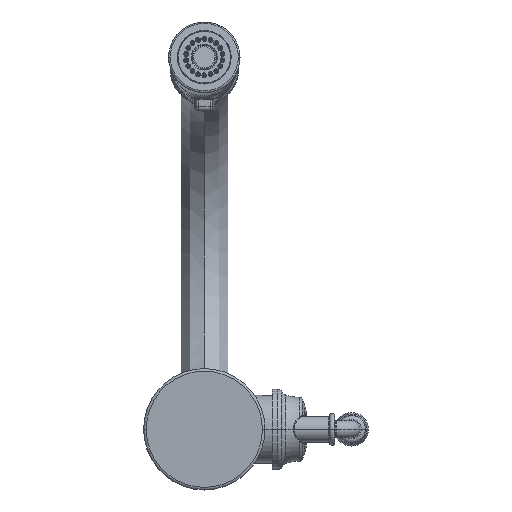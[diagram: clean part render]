
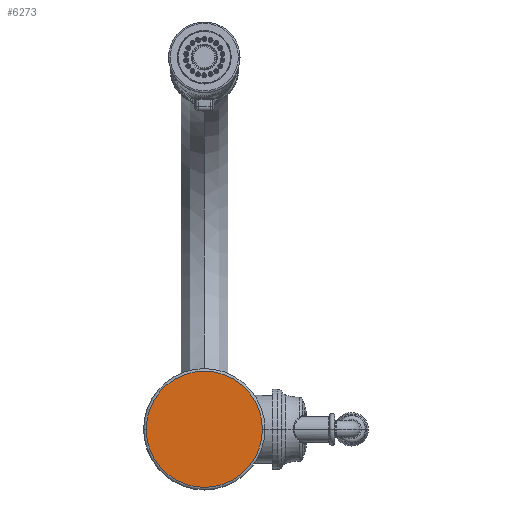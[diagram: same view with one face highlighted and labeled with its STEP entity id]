
A CAD part, front view. The second image highlights one B-rep face of the part: STEP entity #6273.
In plain terms, the highlighted planar face has unit normal (0, -1, 0).
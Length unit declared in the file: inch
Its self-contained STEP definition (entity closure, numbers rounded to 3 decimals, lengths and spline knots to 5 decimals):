
#82=CARTESIAN_POINT('',(0.,0.,0.));
#83=DIRECTION('',(0.,-1.,0.));
#84=DIRECTION('',(1.,0.,0.));
#85=AXIS2_PLACEMENT_3D('',#82,#83,#84);
#87=CARTESIAN_POINT('',(0.,0.,0.));
#88=DIRECTION('',(0.,1.,0.));
#89=DIRECTION('',(1.,0.,0.));
#90=AXIS2_PLACEMENT_3D('',#87,#88,#89);
#5276=CARTESIAN_POINT('',(1.34,0.,0.));
#5277=CARTESIAN_POINT('',(-1.34,0.,0.));
#5278=VERTEX_POINT('',#5276);
#5279=VERTEX_POINT('',#5277);
#6263=CARTESIAN_POINT('',(0.,0.,0.));
#6264=DIRECTION('',(0.,-1.,0.));
#6265=DIRECTION('',(-1.,0.,0.));
#6266=AXIS2_PLACEMENT_3D('',#6263,#6264,#6265);
#6267=PLANE('',#6266);
#6268=ORIENTED_EDGE('',*,*,#6253,.F.);
#6270=ORIENTED_EDGE('',*,*,#6269,.T.);
#6271=EDGE_LOOP('',(#6268,#6270));
#6272=FACE_OUTER_BOUND('',#6271,.F.);
#6273=ADVANCED_FACE('',(#6272),#6267,.T.);
#86=CIRCLE('',#85,1.34);
#91=CIRCLE('',#90,1.34);
#6253=EDGE_CURVE('',#5278,#5279,#86,.T.);
#6269=EDGE_CURVE('',#5278,#5279,#91,.T.);
